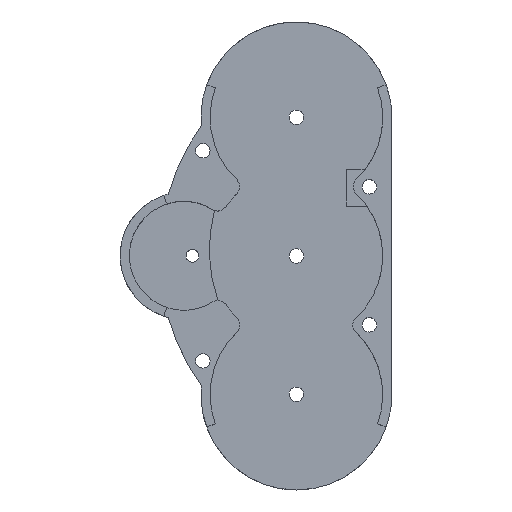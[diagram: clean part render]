
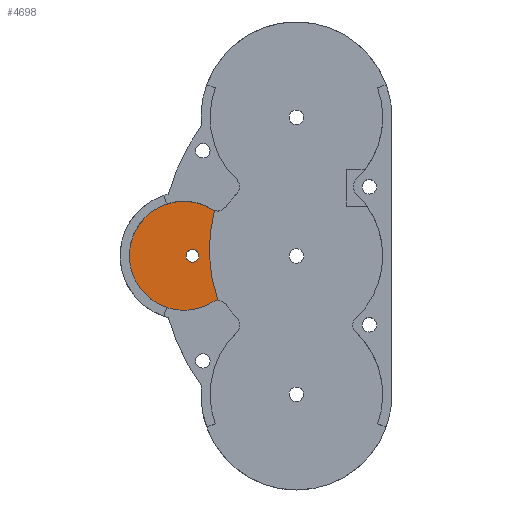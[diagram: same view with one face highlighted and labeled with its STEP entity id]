
A CAD part, top view. The second image highlights one B-rep face of the part: STEP entity #4698.
In plain terms, the highlighted planar face has unit normal (0, 0, 1).
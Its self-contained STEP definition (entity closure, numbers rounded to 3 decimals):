
#437 = CYLINDRICAL_SURFACE('',#438,12.);
#438 = AXIS2_PLACEMENT_3D('',#439,#440,#441);
#439 = CARTESIAN_POINT('',(-111.202,0.,-7.));
#440 = DIRECTION('',(-0.,-0.,-1.));
#441 = DIRECTION('',(1.,0.,0.));
#470 = CYLINDRICAL_SURFACE('',#471,2.);
#471 = AXIS2_PLACEMENT_3D('',#472,#473,#474);
#472 = CARTESIAN_POINT('',(-103.747,11.85,-7.));
#473 = DIRECTION('',(0.,0.,1.));
#474 = DIRECTION('',(0.564,0.826,0.));
#1066 = CYLINDRICAL_SURFACE('',#1067,1.4);
#1067 = AXIS2_PLACEMENT_3D('',#1068,#1069,#1070);
#1068 = CARTESIAN_POINT('',(-109.287,0.,-5.));
#1069 = DIRECTION('',(0.,0.,1.));
#1070 = DIRECTION('',(1.,0.,0.));
#1488 = CYLINDRICAL_SURFACE('',#1489,33.242);
#1489 = AXIS2_PLACEMENT_3D('',#1490,#1491,#1492);
#1490 = CARTESIAN_POINT('',(-72.344,1.285,-5.));
#1491 = DIRECTION('',(0.,0.,-1.));
#1492 = DIRECTION('',(1.,0.,0.));
#1517 = CYLINDRICAL_SURFACE('',#1518,2.);
#1518 = AXIS2_PLACEMENT_3D('',#1519,#1520,#1521);
#1519 = CARTESIAN_POINT('',(-103.747,-11.85,-7.));
#1520 = DIRECTION('',(0.,0.,1.));
#1521 = DIRECTION('',(-0.846,-0.532,0.));
#2777 = VERTEX_POINT('',#2778);
#2778 = CARTESIAN_POINT('',(-104.431,9.97,-3.));
#2797 = EDGE_CURVE('',#2798,#2777,#2800,.T.);
#2798 = VERTEX_POINT('',#2799);
#2799 = CARTESIAN_POINT('',(-104.812,10.157,-3.));
#2800 = SURFACE_CURVE('',#2801,(#2806,#2813),.PCURVE_S1.);
#2801 = CIRCLE('',#2802,2.);
#2802 = AXIS2_PLACEMENT_3D('',#2803,#2804,#2805);
#2803 = CARTESIAN_POINT('',(-103.747,11.85,-3.));
#2804 = DIRECTION('',(0.,-0.,1.));
#2805 = DIRECTION('',(0.564,0.826,0.));
#2806 = PCURVE('',#470,#2807);
#2807 = DEFINITIONAL_REPRESENTATION('',(#2808),#2812);
#2808 = LINE('',#2809,#2810);
#2809 = CARTESIAN_POINT('',(-6.283,4.));
#2810 = VECTOR('',#2811,1.);
#2811 = DIRECTION('',(1.,-0.));
#2812 = ( GEOMETRIC_REPRESENTATION_CONTEXT(2) 
PARAMETRIC_REPRESENTATION_CONTEXT() REPRESENTATION_CONTEXT('2D SPACE',''
  ) );
#2813 = PCURVE('',#2814,#2819);
#2814 = PLANE('',#2815);
#2815 = AXIS2_PLACEMENT_3D('',#2816,#2817,#2818);
#2816 = CARTESIAN_POINT('',(-112.802,-0.11,
    -3.));
#2817 = DIRECTION('',(0.,0.,1.));
#2818 = DIRECTION('',(0.,1.,0.));
#2819 = DEFINITIONAL_REPRESENTATION('',(#2820),#2824);
#2820 = CIRCLE('',#2821,2.);
#2821 = AXIS2_PLACEMENT_2D('',#2822,#2823);
#2822 = CARTESIAN_POINT('',(11.96,-9.055));
#2823 = DIRECTION('',(0.826,-0.564));
#2824 = ( GEOMETRIC_REPRESENTATION_CONTEXT(2) 
PARAMETRIC_REPRESENTATION_CONTEXT() REPRESENTATION_CONTEXT('2D SPACE',''
  ) );
#2853 = VERTEX_POINT('',#2854);
#2854 = CARTESIAN_POINT('',(-104.812,-10.157,
    -3.));
#2877 = EDGE_CURVE('',#2853,#2798,#2878,.T.);
#2878 = SURFACE_CURVE('',#2879,(#2884,#2891),.PCURVE_S1.);
#2879 = CIRCLE('',#2880,12.);
#2880 = AXIS2_PLACEMENT_3D('',#2881,#2882,#2883);
#2881 = CARTESIAN_POINT('',(-111.202,0.,
    -3.));
#2882 = DIRECTION('',(0.,0.,-1.));
#2883 = DIRECTION('',(1.,0.,0.));
#2884 = PCURVE('',#437,#2885);
#2885 = DEFINITIONAL_REPRESENTATION('',(#2886),#2890);
#2886 = LINE('',#2887,#2888);
#2887 = CARTESIAN_POINT('',(-6.283,-4.));
#2888 = VECTOR('',#2889,1.);
#2889 = DIRECTION('',(1.,-0.));
#2890 = ( GEOMETRIC_REPRESENTATION_CONTEXT(2) 
PARAMETRIC_REPRESENTATION_CONTEXT() REPRESENTATION_CONTEXT('2D SPACE',''
  ) );
#2891 = PCURVE('',#2814,#2892);
#2892 = DEFINITIONAL_REPRESENTATION('',(#2893),#2901);
#2893 = ( BOUNDED_CURVE() B_SPLINE_CURVE(2,(#2894,#2895,#2896,#2897,
#2898,#2899,#2900),.UNSPECIFIED.,.T.,.F.) B_SPLINE_CURVE_WITH_KNOTS((1,2
    ,2,2,2,1),(-2.094,0.,2.094,4.189,
6.283,8.378),.UNSPECIFIED.) CURVE() 
GEOMETRIC_REPRESENTATION_ITEM() RATIONAL_B_SPLINE_CURVE((1.,0.5,1.,0.5,
1.,0.5,1.)) REPRESENTATION_ITEM('') );
#2894 = CARTESIAN_POINT('',(0.11,-13.6));
#2895 = CARTESIAN_POINT('',(-20.674,-13.6));
#2896 = CARTESIAN_POINT('',(-10.282,4.4));
#2897 = CARTESIAN_POINT('',(0.11,22.4));
#2898 = CARTESIAN_POINT('',(10.502,4.4));
#2899 = CARTESIAN_POINT('',(20.895,-13.6));
#2900 = CARTESIAN_POINT('',(0.11,-13.6));
#2901 = ( GEOMETRIC_REPRESENTATION_CONTEXT(2) 
PARAMETRIC_REPRESENTATION_CONTEXT() REPRESENTATION_CONTEXT('2D SPACE',''
  ) );
#4324 = EDGE_CURVE('',#4325,#2853,#4327,.T.);
#4325 = VERTEX_POINT('',#4326);
#4326 = CARTESIAN_POINT('',(-103.664,-9.852,
    -3.));
#4327 = SURFACE_CURVE('',#4328,(#4333,#4340),.PCURVE_S1.);
#4328 = CIRCLE('',#4329,2.);
#4329 = AXIS2_PLACEMENT_3D('',#4330,#4331,#4332);
#4330 = CARTESIAN_POINT('',(-103.747,-11.85,
    -3.));
#4331 = DIRECTION('',(0.,0.,1.));
#4332 = DIRECTION('',(-0.846,-0.532,0.));
#4333 = PCURVE('',#1517,#4334);
#4334 = DEFINITIONAL_REPRESENTATION('',(#4335),#4339);
#4335 = LINE('',#4336,#4337);
#4336 = CARTESIAN_POINT('',(-6.283,4.));
#4337 = VECTOR('',#4338,1.);
#4338 = DIRECTION('',(1.,-0.));
#4339 = ( GEOMETRIC_REPRESENTATION_CONTEXT(2) 
PARAMETRIC_REPRESENTATION_CONTEXT() REPRESENTATION_CONTEXT('2D SPACE',''
  ) );
#4340 = PCURVE('',#2814,#4341);
#4341 = DEFINITIONAL_REPRESENTATION('',(#4342),#4346);
#4342 = CIRCLE('',#4343,2.);
#4343 = AXIS2_PLACEMENT_2D('',#4344,#4345);
#4344 = CARTESIAN_POINT('',(-11.74,-9.055));
#4345 = DIRECTION('',(-0.532,0.846));
#4346 = ( GEOMETRIC_REPRESENTATION_CONTEXT(2) 
PARAMETRIC_REPRESENTATION_CONTEXT() REPRESENTATION_CONTEXT('2D SPACE',''
  ) );
#4372 = EDGE_CURVE('',#2777,#4325,#4373,.T.);
#4373 = SURFACE_CURVE('',#4374,(#4379,#4386),.PCURVE_S1.);
#4374 = CIRCLE('',#4375,33.242);
#4375 = AXIS2_PLACEMENT_3D('',#4376,#4377,#4378);
#4376 = CARTESIAN_POINT('',(-72.344,1.285,-3.));
#4377 = DIRECTION('',(0.,0.,1.));
#4378 = DIRECTION('',(1.,0.,0.));
#4379 = PCURVE('',#1488,#4380);
#4380 = DEFINITIONAL_REPRESENTATION('',(#4381),#4385);
#4381 = LINE('',#4382,#4383);
#4382 = CARTESIAN_POINT('',(-0.,-2.));
#4383 = VECTOR('',#4384,1.);
#4384 = DIRECTION('',(-1.,0.));
#4385 = ( GEOMETRIC_REPRESENTATION_CONTEXT(2) 
PARAMETRIC_REPRESENTATION_CONTEXT() REPRESENTATION_CONTEXT('2D SPACE',''
  ) );
#4386 = PCURVE('',#2814,#4387);
#4387 = DEFINITIONAL_REPRESENTATION('',(#4388),#4392);
#4388 = CIRCLE('',#4389,33.242);
#4389 = AXIS2_PLACEMENT_2D('',#4390,#4391);
#4390 = CARTESIAN_POINT('',(1.396,-40.458));
#4391 = DIRECTION('',(-0.,-1.));
#4392 = ( GEOMETRIC_REPRESENTATION_CONTEXT(2) 
PARAMETRIC_REPRESENTATION_CONTEXT() REPRESENTATION_CONTEXT('2D SPACE',''
  ) );
#4698 = ADVANCED_FACE('',(#4699,#4705),#2814,.T.);
#4699 = FACE_BOUND('',#4700,.T.);
#4700 = EDGE_LOOP('',(#4701,#4702,#4703,#4704));
#4701 = ORIENTED_EDGE('',*,*,#4372,.F.);
#4702 = ORIENTED_EDGE('',*,*,#2797,.F.);
#4703 = ORIENTED_EDGE('',*,*,#2877,.F.);
#4704 = ORIENTED_EDGE('',*,*,#4324,.F.);
#4705 = FACE_BOUND('',#4706,.T.);
#4706 = EDGE_LOOP('',(#4707));
#4707 = ORIENTED_EDGE('',*,*,#4708,.T.);
#4708 = EDGE_CURVE('',#4709,#4709,#4711,.T.);
#4709 = VERTEX_POINT('',#4710);
#4710 = CARTESIAN_POINT('',(-107.887,0.,-3.));
#4711 = SURFACE_CURVE('',#4712,(#4717,#4728),.PCURVE_S1.);
#4712 = CIRCLE('',#4713,1.4);
#4713 = AXIS2_PLACEMENT_3D('',#4714,#4715,#4716);
#4714 = CARTESIAN_POINT('',(-109.287,0.,-3.)
  );
#4715 = DIRECTION('',(0.,0.,-1.));
#4716 = DIRECTION('',(1.,0.,0.));
#4717 = PCURVE('',#2814,#4718);
#4718 = DEFINITIONAL_REPRESENTATION('',(#4719),#4727);
#4719 = ( BOUNDED_CURVE() B_SPLINE_CURVE(2,(#4720,#4721,#4722,#4723,
#4724,#4725,#4726),.UNSPECIFIED.,.T.,.F.) B_SPLINE_CURVE_WITH_KNOTS((1,2
    ,2,2,2,1),(-2.094,0.,2.094,4.189,
6.283,8.378),.UNSPECIFIED.) CURVE() 
GEOMETRIC_REPRESENTATION_ITEM() RATIONAL_B_SPLINE_CURVE((1.,0.5,1.,0.5,
1.,0.5,1.)) REPRESENTATION_ITEM('') );
#4720 = CARTESIAN_POINT('',(0.11,-4.915));
#4721 = CARTESIAN_POINT('',(-2.315,-4.915));
#4722 = CARTESIAN_POINT('',(-1.102,-2.815));
#4723 = CARTESIAN_POINT('',(0.11,-0.715));
#4724 = CARTESIAN_POINT('',(1.323,-2.815));
#4725 = CARTESIAN_POINT('',(2.535,-4.915));
#4726 = CARTESIAN_POINT('',(0.11,-4.915));
#4727 = ( GEOMETRIC_REPRESENTATION_CONTEXT(2) 
PARAMETRIC_REPRESENTATION_CONTEXT() REPRESENTATION_CONTEXT('2D SPACE',''
  ) );
#4728 = PCURVE('',#1066,#4729);
#4729 = DEFINITIONAL_REPRESENTATION('',(#4730),#4734);
#4730 = LINE('',#4731,#4732);
#4731 = CARTESIAN_POINT('',(6.283,2.));
#4732 = VECTOR('',#4733,1.);
#4733 = DIRECTION('',(-1.,0.));
#4734 = ( GEOMETRIC_REPRESENTATION_CONTEXT(2) 
PARAMETRIC_REPRESENTATION_CONTEXT() REPRESENTATION_CONTEXT('2D SPACE',''
  ) );
